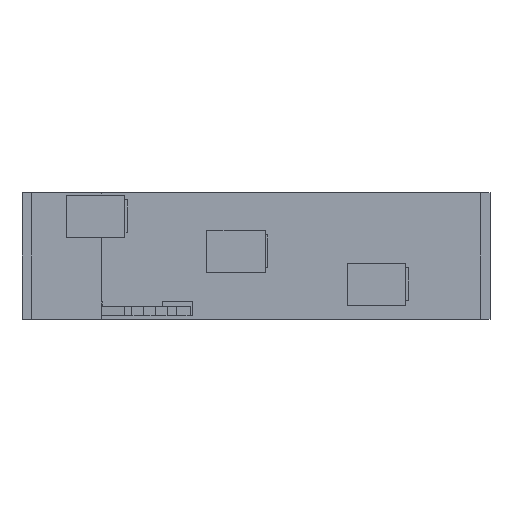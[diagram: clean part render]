
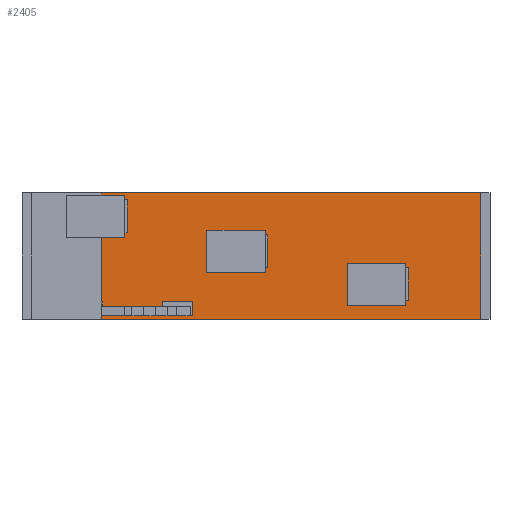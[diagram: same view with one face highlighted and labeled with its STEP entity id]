
A CAD part, front view. The second image highlights one B-rep face of the part: STEP entity #2405.
In plain terms, the highlighted planar face has unit normal (0, -1, 0).
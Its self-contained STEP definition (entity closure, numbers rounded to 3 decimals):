
#224=CARTESIAN_POINT('',(72.966,0.0,-25.584));
#225=VERTEX_POINT('',#224);
#226=CARTESIAN_POINT('',(60.062,0.0,-25.584));
#227=VERTEX_POINT('',#226);
#228=CARTESIAN_POINT('',(72.966,0.0,-25.584));
#229=DIRECTION('',(-1.0,0.0,0.0));
#230=VECTOR('',#229,12.904);
#231=LINE('',#228,#230);
#232=EDGE_CURVE('',#225,#227,#231,.T.);
#264=CARTESIAN_POINT('',(72.966,0.0,-19.584));
#265=VERTEX_POINT('',#264);
#266=CARTESIAN_POINT('',(72.966,0.0,-19.584));
#267=DIRECTION('',(0.0,0.0,-1.0));
#268=VECTOR('',#267,6.0);
#269=LINE('',#266,#268);
#270=EDGE_CURVE('',#265,#225,#269,.T.);
#295=CARTESIAN_POINT('',(60.062,0.0,-21.584));
#296=VERTEX_POINT('',#295);
#297=CARTESIAN_POINT('',(60.062,0.,-19.584));
#298=VERTEX_POINT('',#297);
#299=CARTESIAN_POINT('',(60.062,0.0,-21.584));
#300=DIRECTION('',(0.0,0.0,1.0));
#301=VECTOR('',#300,2.0);
#302=LINE('',#299,#301);
#303=EDGE_CURVE('',#296,#298,#302,.T.);
#367=CARTESIAN_POINT('',(60.062,0.,-19.584));
#368=DIRECTION('',(1.0,0.0,0.0));
#369=VECTOR('',#368,12.904);
#370=LINE('',#367,#369);
#371=EDGE_CURVE('',#298,#265,#370,.T.);
#579=CARTESIAN_POINT('',(34.554,0.0,-25.584));
#580=VERTEX_POINT('',#579);
#581=CARTESIAN_POINT('',(34.,0.0,-25.584));
#582=VERTEX_POINT('',#581);
#583=CARTESIAN_POINT('',(34.554,0.0,-25.584));
#584=DIRECTION('',(-1.0,0.0,0.0));
#585=VECTOR('',#584,0.554);
#586=LINE('',#583,#585);
#587=EDGE_CURVE('',#580,#582,#586,.T.);
#806=CARTESIAN_POINT('',(34.554,0.0,-21.584));
#807=VERTEX_POINT('',#806);
#814=CARTESIAN_POINT('',(34.554,0.0,-19.584));
#815=VERTEX_POINT('',#814);
#816=CARTESIAN_POINT('',(34.554,0.0,-19.584));
#817=DIRECTION('',(0.0,0.0,-1.0));
#818=VECTOR('',#817,2.0);
#819=LINE('',#816,#818);
#820=EDGE_CURVE('',#815,#807,#819,.T.);
#845=CARTESIAN_POINT('',(34.,0.0,-19.584));
#846=VERTEX_POINT('',#845);
#847=CARTESIAN_POINT('',(34.,0.0,-19.584));
#848=DIRECTION('',(1.0,0.0,0.0));
#849=VECTOR('',#848,0.554);
#850=LINE('',#847,#849);
#851=EDGE_CURVE('',#846,#815,#850,.T.);
#952=CARTESIAN_POINT('',(60.062,0.0,-25.584));
#953=DIRECTION('',(-1.0,0.0,0.0));
#954=VECTOR('',#953,25.508);
#955=LINE('',#952,#954);
#956=EDGE_CURVE('',#227,#580,#955,.T.);
#967=CARTESIAN_POINT('',(34.554,0.0,-21.584));
#968=DIRECTION('',(1.0,0.0,0.0));
#969=VECTOR('',#968,25.508);
#970=LINE('',#967,#969);
#971=EDGE_CURVE('',#807,#296,#970,.T.);
#1013=CARTESIAN_POINT('',(34.0,0.0,27.0));
#1014=VERTEX_POINT('',#1013);
#1015=CARTESIAN_POINT('',(34.0,0.0,27.0));
#1016=DIRECTION('',(0.0,0.0,-1.0));
#1017=VECTOR('',#1016,46.584);
#1018=LINE('',#1015,#1017);
#1019=EDGE_CURVE('',#1014,#846,#1018,.T.);
#1069=CARTESIAN_POINT('',(34.0,0.0,-27.0));
#1070=VERTEX_POINT('',#1069);
#1077=CARTESIAN_POINT('',(34.,0.0,-25.584));
#1078=DIRECTION('',(0.0,0.0,-1.0));
#1079=VECTOR('',#1078,1.416);
#1080=LINE('',#1077,#1079);
#1081=EDGE_CURVE('',#582,#1070,#1080,.T.);
#1892=CARTESIAN_POINT('',(154.0,0.0,-21.0));
#1893=VERTEX_POINT('',#1892);
#1900=CARTESIAN_POINT('',(154.0,0.0,-3.));
#1901=VERTEX_POINT('',#1900);
#1902=CARTESIAN_POINT('',(154.0,0.0,-3.));
#1903=DIRECTION('',(0.0,0.0,-1.0));
#1904=VECTOR('',#1903,18.0);
#1905=LINE('',#1902,#1904);
#1906=EDGE_CURVE('',#1901,#1893,#1905,.T.);
#1923=CARTESIAN_POINT('',(94.0,0.0,-7.));
#1924=VERTEX_POINT('',#1923);
#1931=CARTESIAN_POINT('',(94.0,0.0,11.0));
#1932=VERTEX_POINT('',#1931);
#1933=CARTESIAN_POINT('',(94.0,0.0,11.0));
#1934=DIRECTION('',(0.0,0.0,-1.0));
#1935=VECTOR('',#1934,18.0);
#1936=LINE('',#1933,#1935);
#1937=EDGE_CURVE('',#1932,#1924,#1936,.T.);
#1971=CARTESIAN_POINT('',(139.0,0.0,-21.0));
#1972=VERTEX_POINT('',#1971);
#1979=CARTESIAN_POINT('',(154.0,0.0,-21.0));
#1980=DIRECTION('',(-1.0,0.0,0.0));
#1981=VECTOR('',#1980,15.0);
#1982=LINE('',#1979,#1981);
#1983=EDGE_CURVE('',#1893,#1972,#1982,.T.);
#2011=CARTESIAN_POINT('',(79.0,0.0,-7.));
#2012=VERTEX_POINT('',#2011);
#2019=CARTESIAN_POINT('',(94.0,0.0,-7.));
#2020=DIRECTION('',(-1.0,0.0,0.0));
#2021=VECTOR('',#2020,15.0);
#2022=LINE('',#2019,#2021);
#2023=EDGE_CURVE('',#1924,#2012,#2022,.T.);
#2176=CARTESIAN_POINT('',(139.0,0.0,-3.));
#2177=VERTEX_POINT('',#2176);
#2184=CARTESIAN_POINT('',(139.0,0.0,-21.0));
#2185=DIRECTION('',(0.0,0.0,1.0));
#2186=VECTOR('',#2185,18.0);
#2187=LINE('',#2184,#2186);
#2188=EDGE_CURVE('',#1972,#2177,#2187,.T.);
#2200=CARTESIAN_POINT('',(139.0,0.0,-3.));
#2201=DIRECTION('',(1.0,0.0,0.0));
#2202=VECTOR('',#2201,15.0);
#2203=LINE('',#2200,#2202);
#2204=EDGE_CURVE('',#2177,#1901,#2203,.T.);
#2271=CARTESIAN_POINT('',(79.0,0.0,11.0));
#2272=VERTEX_POINT('',#2271);
#2279=CARTESIAN_POINT('',(79.0,0.0,-7.));
#2280=DIRECTION('',(0.0,0.0,1.0));
#2281=VECTOR('',#2280,18.0);
#2282=LINE('',#2279,#2281);
#2283=EDGE_CURVE('',#2012,#2272,#2282,.T.);
#2295=CARTESIAN_POINT('',(79.0,0.0,11.0));
#2296=DIRECTION('',(1.0,0.0,0.0));
#2297=VECTOR('',#2296,15.0);
#2298=LINE('',#2295,#2297);
#2299=EDGE_CURVE('',#2272,#1932,#2298,.T.);
#2353=CARTESIAN_POINT('',(200.0,0.0,0.0));
#2354=DIRECTION('',(0.0,-1.0,0.0));
#2355=DIRECTION('',(0.0,0.0,-1.0));
#2356=AXIS2_PLACEMENT_3D('',#2353,#2354,#2355);
#2357=PLANE('',#2356);
#2358=ORIENTED_EDGE('',*,*,#232,.T.);
#2359=ORIENTED_EDGE('',*,*,#956,.T.);
#2360=ORIENTED_EDGE('',*,*,#587,.T.);
#2361=ORIENTED_EDGE('',*,*,#1081,.T.);
#2362=CARTESIAN_POINT('',(196.0,0.0,-27.0));
#2363=VERTEX_POINT('',#2362);
#2364=CARTESIAN_POINT('',(34.0,0.0,-27.0));
#2365=DIRECTION('',(1.0,0.0,0.0));
#2366=VECTOR('',#2365,162.0);
#2367=LINE('',#2364,#2366);
#2368=EDGE_CURVE('',#1070,#2363,#2367,.T.);
#2369=ORIENTED_EDGE('',*,*,#2368,.T.);
#2370=CARTESIAN_POINT('',(196.0,0.0,27.0));
#2371=VERTEX_POINT('',#2370);
#2372=CARTESIAN_POINT('',(196.0,0.0,-27.0));
#2373=DIRECTION('',(0.0,0.0,1.0));
#2374=VECTOR('',#2373,54.0);
#2375=LINE('',#2372,#2374);
#2376=EDGE_CURVE('',#2363,#2371,#2375,.T.);
#2377=ORIENTED_EDGE('',*,*,#2376,.T.);
#2378=CARTESIAN_POINT('',(196.0,0.0,27.0));
#2379=DIRECTION('',(-1.0,0.0,0.0));
#2380=VECTOR('',#2379,162.0);
#2381=LINE('',#2378,#2380);
#2382=EDGE_CURVE('',#2371,#1014,#2381,.T.);
#2383=ORIENTED_EDGE('',*,*,#2382,.T.);
#2384=ORIENTED_EDGE('',*,*,#1019,.T.);
#2385=ORIENTED_EDGE('',*,*,#851,.T.);
#2386=ORIENTED_EDGE('',*,*,#820,.T.);
#2387=ORIENTED_EDGE('',*,*,#971,.T.);
#2388=ORIENTED_EDGE('',*,*,#303,.T.);
#2389=ORIENTED_EDGE('',*,*,#371,.T.);
#2390=ORIENTED_EDGE('',*,*,#270,.T.);
#2391=EDGE_LOOP('',(#2358,#2359,#2360,#2361,#2369,#2377,#2383,#2384,#2385,#2386,#2387,#2388,#2389,#2390));
#2392=FACE_OUTER_BOUND('',#2391,.T.);
#2393=ORIENTED_EDGE('',*,*,#2283,.T.);
#2394=ORIENTED_EDGE('',*,*,#2299,.T.);
#2395=ORIENTED_EDGE('',*,*,#1937,.T.);
#2396=ORIENTED_EDGE('',*,*,#2023,.T.);
#2397=EDGE_LOOP('',(#2393,#2394,#2395,#2396));
#2398=FACE_BOUND('',#2397,.T.);
#2399=ORIENTED_EDGE('',*,*,#2188,.T.);
#2400=ORIENTED_EDGE('',*,*,#2204,.T.);
#2401=ORIENTED_EDGE('',*,*,#1906,.T.);
#2402=ORIENTED_EDGE('',*,*,#1983,.T.);
#2403=EDGE_LOOP('',(#2399,#2400,#2401,#2402));
#2404=FACE_BOUND('',#2403,.T.);
#2405=ADVANCED_FACE('',(#2392,#2398,#2404),#2357,.T.);
